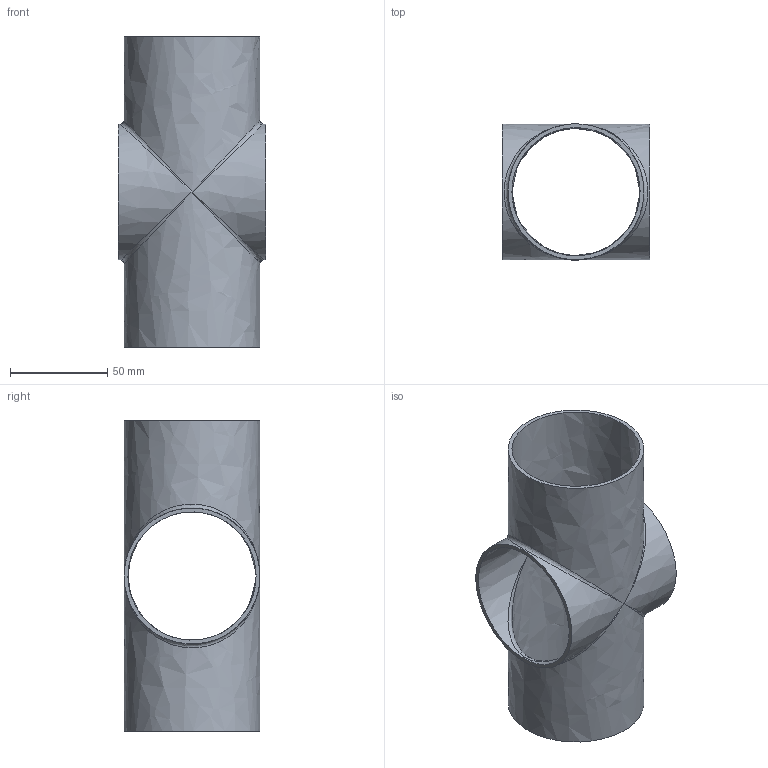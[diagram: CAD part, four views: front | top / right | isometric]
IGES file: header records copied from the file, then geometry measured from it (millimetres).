
Global section: file name: 25200065000; native system: Autodesk Inventor 2015; preprocessor: unknown; author: Struska Martin; organization: Bupospol, Armaturka Koukol, spol. s.r.o.; date: 20160303.093943; units: millimetre
Bounding box: 76 x 70 x 160 mm (x, y, z)
Volume: 63874.5 mm3; surface area: 65162.8 mm2
Topology: 1 solids, 1 shells, 20 faces, 54 edges, 18 vertices
Faces by surface type: bspline 20
